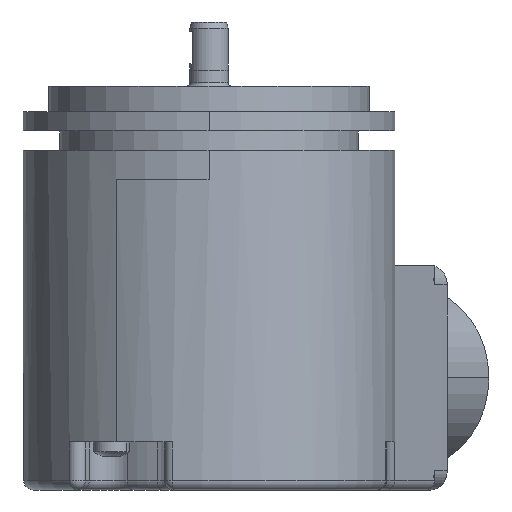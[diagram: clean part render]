
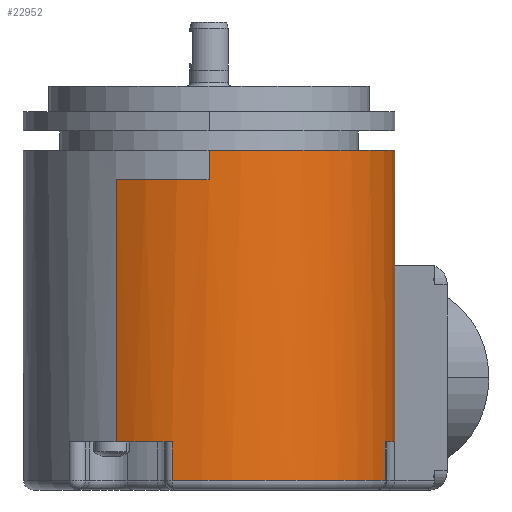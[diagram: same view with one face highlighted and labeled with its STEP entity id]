
A CAD part, left-side view. The second image highlights one B-rep face of the part: STEP entity #22952.
In plain terms, the highlighted cylindrical face has radius 29 mm (diameter 58 mm), a partial arc.
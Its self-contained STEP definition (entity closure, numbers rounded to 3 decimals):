
#3918=CARTESIAN_POINT('',(0.,0.,12.4));
#3919=DIRECTION('',(0.,0.,1.));
#3920=DIRECTION('',(-0.866,0.5,0.));
#3921=AXIS2_PLACEMENT_3D('',#3918,#3919,#3920);
#3923=DIRECTION('',(0.,0.,1.));
#3924=VECTOR('',#3923,4.6);
#3925=CARTESIAN_POINT('',(29.,0.,12.4));
#3926=LINE('',#3925,#3924);
#4009=CARTESIAN_POINT('',(0.,0.,12.4));
#4010=DIRECTION('',(0.,0.,1.));
#4011=DIRECTION('',(0.866,-0.5,0.));
#4012=AXIS2_PLACEMENT_3D('',#4009,#4010,#4011);
#4014=DIRECTION('',(0.,0.,-1.));
#4015=VECTOR('',#4014,13.4);
#4016=CARTESIAN_POINT('',(25.115,-14.5,12.4));
#4017=LINE('',#4016,#4015);
#4018=DIRECTION('',(0.,0.,-1.));
#4019=VECTOR('',#4018,40.9);
#4020=CARTESIAN_POINT('',(-25.115,14.5,12.4));
#4021=LINE('',#4020,#4019);
#4022=DIRECTION('',(0.,0.,1.));
#4023=VECTOR('',#4022,4.6);
#4024=CARTESIAN_POINT('',(-29.,0.,12.4));
#4025=LINE('',#4024,#4023);
#4042=CARTESIAN_POINT('',(0.,0.,-1.));
#4043=DIRECTION('',(0.,0.,1.));
#4044=DIRECTION('',(0.262,-0.965,0.));
#4045=AXIS2_PLACEMENT_3D('',#4042,#4043,#4044);
#8635=DIRECTION('',(0.,0.,1.));
#8636=VECTOR('',#8635,27.5);
#8637=CARTESIAN_POINT('',(7.584,-27.991,-28.5));
#8638=LINE('',#8637,#8636);
#8742=DIRECTION('',(0.,0.,-1.));
#8743=VECTOR('',#8742,6.);
#8744=CARTESIAN_POINT('',(-9.241,-27.488,-28.5));
#8745=LINE('',#8744,#8743);
#8760=CARTESIAN_POINT('',(0.,0.,-34.5));
#8761=DIRECTION('',(0.,0.,-1.));
#8762=DIRECTION('',(-0.319,-0.948,0.));
#8763=AXIS2_PLACEMENT_3D('',#8760,#8761,#8762);
#8794=DIRECTION('',(0.,0.,1.));
#8795=VECTOR('',#8794,6.);
#8796=CARTESIAN_POINT('',(-28.426,5.741,-34.5));
#8797=LINE('',#8796,#8795);
#9560=CARTESIAN_POINT('',(0.,0.,-28.5));
#9561=DIRECTION('',(0.,0.,1.));
#9562=DIRECTION('',(-0.866,0.5,0.));
#9563=AXIS2_PLACEMENT_3D('',#9560,#9561,#9562);
#10028=CARTESIAN_POINT('',(0.,0.,-28.5));
#10029=DIRECTION('',(0.,0.,1.));
#10030=DIRECTION('',(-0.319,-0.948,0.));
#10031=AXIS2_PLACEMENT_3D('',#10028,#10029,#10030);
#10488=CARTESIAN_POINT('',(0.,0.,17.));
#10489=DIRECTION('',(0.,0.,1.));
#10490=DIRECTION('',(-1.,0.,0.));
#10491=AXIS2_PLACEMENT_3D('',#10488,#10489,#10490);
#17896=CARTESIAN_POINT('',(29.,0.,17.));
#17897=CARTESIAN_POINT('',(-29.,0.,17.));
#17898=VERTEX_POINT('',#17896);
#17899=VERTEX_POINT('',#17897);
#18204=CARTESIAN_POINT('',(7.584,-27.991,-1.));
#18205=VERTEX_POINT('',#18204);
#18206=CARTESIAN_POINT('',(25.115,-14.5,-1.));
#18207=VERTEX_POINT('',#18206);
#18215=CARTESIAN_POINT('',(7.584,-27.991,-28.5));
#18217=VERTEX_POINT('',#18215);
#18228=CARTESIAN_POINT('',(-9.241,-27.488,-28.5));
#18229=VERTEX_POINT('',#18228);
#18230=CARTESIAN_POINT('',(-28.426,5.741,-28.5));
#18231=VERTEX_POINT('',#18230);
#18236=CARTESIAN_POINT('',(-25.115,14.5,-28.5));
#18237=VERTEX_POINT('',#18236);
#18300=CARTESIAN_POINT('',(-9.241,-27.488,-34.5));
#18301=CARTESIAN_POINT('',(-28.426,5.741,-34.5));
#18302=VERTEX_POINT('',#18300);
#18303=VERTEX_POINT('',#18301);
#18338=CARTESIAN_POINT('',(-25.115,14.5,12.4));
#18339=CARTESIAN_POINT('',(-29.,0.,12.4));
#18340=VERTEX_POINT('',#18338);
#18341=VERTEX_POINT('',#18339);
#18342=CARTESIAN_POINT('',(25.115,-14.5,12.4));
#18343=CARTESIAN_POINT('',(29.,0.,12.4));
#18344=VERTEX_POINT('',#18342);
#18345=VERTEX_POINT('',#18343);
#22923=CARTESIAN_POINT('',(0.,0.,0.));
#22924=DIRECTION('',(0.,0.,1.));
#22925=DIRECTION('',(1.,0.,0.));
#22926=AXIS2_PLACEMENT_3D('',#22923,#22924,#22925);
#22927=CYLINDRICAL_SURFACE('',#22926,29.);
#22928=ORIENTED_EDGE('',*,*,#22895,.F.);
#22929=ORIENTED_EDGE('',*,*,#22893,.T.);
#22931=ORIENTED_EDGE('',*,*,#22930,.F.);
#22933=ORIENTED_EDGE('',*,*,#22932,.F.);
#22935=ORIENTED_EDGE('',*,*,#22934,.F.);
#22937=ORIENTED_EDGE('',*,*,#22936,.T.);
#22939=ORIENTED_EDGE('',*,*,#22938,.T.);
#22941=ORIENTED_EDGE('',*,*,#22940,.T.);
#22943=ORIENTED_EDGE('',*,*,#22942,.F.);
#22944=ORIENTED_EDGE('',*,*,#22877,.F.);
#22945=ORIENTED_EDGE('',*,*,#22875,.T.);
#22946=ORIENTED_EDGE('',*,*,#22901,.T.);
#22948=ORIENTED_EDGE('',*,*,#22947,.T.);
#22949=ORIENTED_EDGE('',*,*,#22897,.F.);
#22950=EDGE_LOOP('',(#22928,#22929,#22931,#22933,#22935,#22937,#22939,#22941,
#22943,#22944,#22945,#22946,#22948,#22949));
#22951=FACE_OUTER_BOUND('',#22950,.F.);
#3922=CIRCLE('',#3921,29.);
#4013=CIRCLE('',#4012,29.);
#4046=CIRCLE('',#4045,29.);
#8764=CIRCLE('',#8763,29.);
#9564=CIRCLE('',#9563,29.);
#10032=CIRCLE('',#10031,29.);
#10492=CIRCLE('',#10491,29.);
#22875=EDGE_CURVE('',#18340,#18341,#3922,.T.);
#22877=EDGE_CURVE('',#18340,#18237,#4021,.T.);
#22893=EDGE_CURVE('',#18344,#18207,#4017,.T.);
#22895=EDGE_CURVE('',#18344,#18345,#4013,.T.);
#22897=EDGE_CURVE('',#18345,#17898,#3926,.T.);
#22901=EDGE_CURVE('',#18341,#17899,#4025,.T.);
#22930=EDGE_CURVE('',#18205,#18207,#4046,.T.);
#22932=EDGE_CURVE('',#18217,#18205,#8638,.T.);
#22934=EDGE_CURVE('',#18229,#18217,#10032,.T.);
#22936=EDGE_CURVE('',#18229,#18302,#8745,.T.);
#22938=EDGE_CURVE('',#18302,#18303,#8764,.T.);
#22940=EDGE_CURVE('',#18303,#18231,#8797,.T.);
#22942=EDGE_CURVE('',#18237,#18231,#9564,.T.);
#22947=EDGE_CURVE('',#17899,#17898,#10492,.T.);
#22952=ADVANCED_FACE('',(#22951),#22927,.T.);
